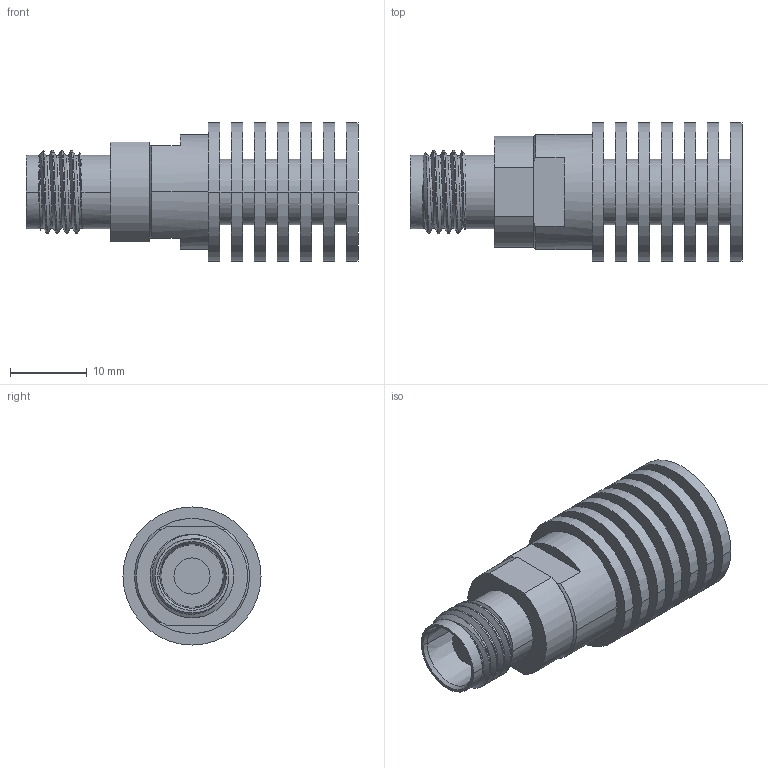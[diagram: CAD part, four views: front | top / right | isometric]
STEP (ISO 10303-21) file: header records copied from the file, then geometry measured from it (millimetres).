
FILE_DESCRIPTION (( 'STEP AP214' ), '1' );
FILE_NAME ('LCTR1176_3D.step', '2024-02-07T23:35:16', ( '' ), ( '' ), 'SwSTEP 2.0', 'SolidWorks 2022', '' );
FILE_SCHEMA (( 'AUTOMOTIVE_DESIGN' ));
Length unit declared in the file: inch
Products named in the file (4): HPTS-TF0-18G5W50^LCTR1176; HPT-N5W-3^LCTR1176; HPT-5W-9AND11^LCTR1176; LCTR1176_3D
Assembly tree (3 placements, depth 2):
  LCTR1176_3D
    HPTS-TF0-18G5W50^LCTR1176
    HPT-N5W-3^LCTR1176
    HPT-5W-9AND11^LCTR1176
Bounding box: 43.3 x 18 x 18 mm (x, y, z)
Volume: 5269.2 mm3; surface area: 6591.2 mm2
Topology: 3 solids, 3 shells, 137 faces, 297 edges, 188 vertices
Faces by surface type: cylinder 67, plane 34, cone 30, bspline 6
Entity records: 5726 total; most frequent: CARTESIAN_POINT 2533, DIRECTION 682, ORIENTED_EDGE 594, EDGE_CURVE 297, AXIS2_PLACEMENT_3D 288, VERTEX_POINT 188, EDGE_LOOP 161, CIRCLE 151
